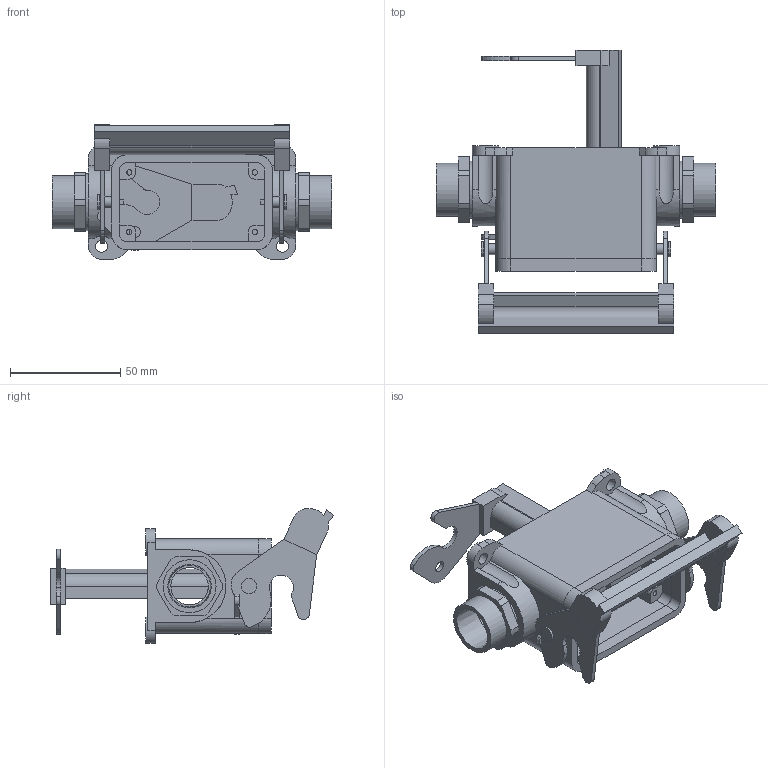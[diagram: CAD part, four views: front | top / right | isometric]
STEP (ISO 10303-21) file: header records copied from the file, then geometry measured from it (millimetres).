
FILE_DESCRIPTION( ( 'Unknown' ), '1' );
FILE_NAME( 'H_B_10_SGRL_LB_NPT_12_ASM.stp', 'Unknown', ( 'Unknown' ), ( 'Unknown' ), 'PSStep 11.0', 'Unknown', ' ' );
FILE_SCHEMA( ( 'AUTOMOTIVE_DESIGN { 1 0 10303 214 1 1 1 1 }' ) );
Length unit declared in the file: millimetre
Products named in the file (3): Assem1; H_B_10_SGRL_LB_NPT_12; LAENGSBUEGEL_HB_10
Bounding box: 127 x 128.68 x 61.25 mm (x, y, z)
Volume: 196410.7 mm3; surface area: 97737.3 mm2
Topology: 4 solids, 4 shells, 442 faces, 1180 edges, 778 vertices
Faces by surface type: plane 262, cylinder 176, cone 4
Full cylindrical faces by diameter (mm): 2.459 x8, 4.9 x4, 5.1 x4, 5.5 x8, 7 x4, 12 x8, 17 x4, 18.923 x4, 24 x4, 26 x4
Entity records: 8709 total; most frequent: CARTESIAN_POINT 1385, DIRECTION 1159, ORIENTED_EDGE 1102, EDGE_CURVE 551, AXIS2_PLACEMENT_3D 400, VERTEX_POINT 378, LINE 359, VECTOR 359
